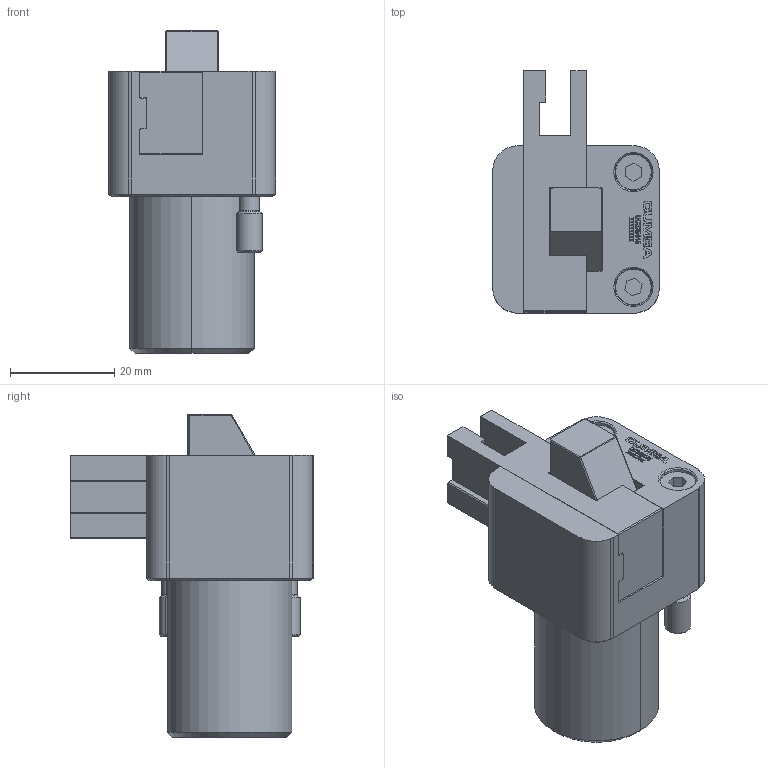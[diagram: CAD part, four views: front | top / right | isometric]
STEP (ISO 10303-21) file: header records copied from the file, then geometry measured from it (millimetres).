
FILE_DESCRIPTION (( 'STEP AP214' ), '1' );
FILE_NAME ('UC325445.STEP', '2018-10-19T08:04:33', ( '' ), ( '' ), 'SwSTEP 2.0', 'SolidWorks 2018', '' );
FILE_SCHEMA (( 'AUTOMOTIVE_DESIGN' ));
Length unit declared in the file: millimetre
Products named in the file (7): 1TOA-M5X34; 3MUELLE-UC; 9UC325445-1; UC325445; 9UC325445-2; 9UC325445-4; 9UC325445-3
Assembly tree (7 placements, depth 2):
  UC325445
    9UC325445-3
    9UC325445-1
    9UC325445-2
    9UC325445-4
    3MUELLE-UC
    1TOA-M5X34  x2
Bounding box: 32 x 46.4 x 61.8 mm (x, y, z)
Volume: 34863.4 mm3; surface area: 22837.1 mm2
Topology: 7 solids, 7 shells, 615 faces, 1638 edges, 1065 vertices
Faces by surface type: plane 334, bspline 123, cylinder 98, cone 52, torus 8
Entity records: 28669 total; most frequent: CARTESIAN_POINT 10610, ORIENTED_EDGE 3176, DIRECTION 2424, EDGE_CURVE 1588, VECTOR 1070, LINE 1070, VERTEX_POINT 1037, AXIS2_PLACEMENT_3D 677
